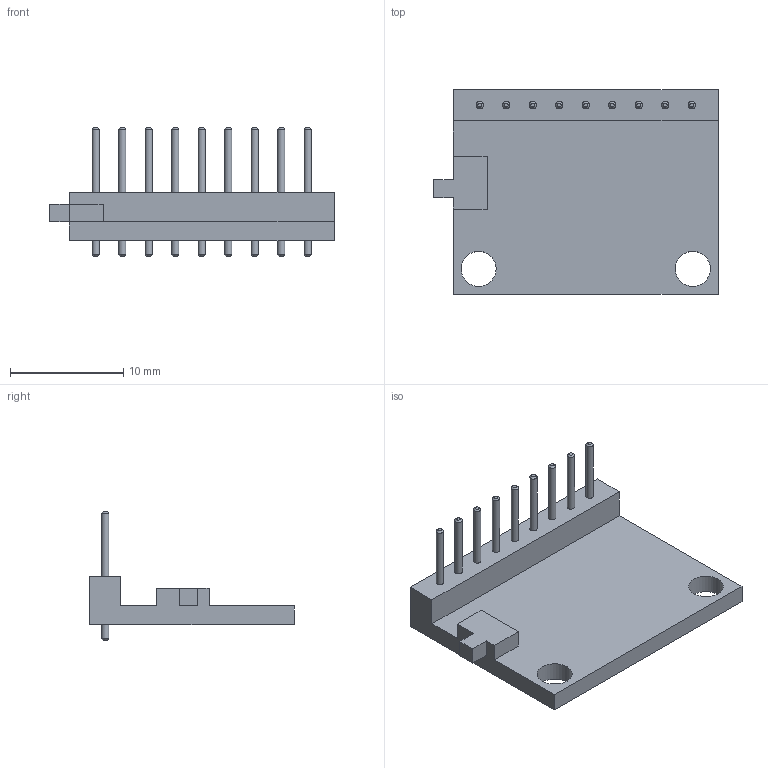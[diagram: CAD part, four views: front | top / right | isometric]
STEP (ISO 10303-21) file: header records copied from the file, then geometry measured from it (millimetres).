
FILE_DESCRIPTION(('FreeCAD Model'),'2;1');
FILE_NAME('Open CASCADE Shape Model','2025-08-04T12:42:53',('Author'),( ''),'Open CASCADE STEP processor 7.6','FreeCAD','Unknown');
FILE_SCHEMA(('AUTOMOTIVE_DESIGN { 1 0 10303 214 1 1 1 1 }'));
Length unit declared in the file: millimetre
Products named in the file (1): BMI088_IMU
Bounding box: 25.17 x 18.1 x 11.4 mm (x, y, z)
Volume: 894.1 mm3; surface area: 1287.3 mm2
Topology: 1 solids, 1 shells, 72 faces, 138 edges, 86 vertices
Faces by surface type: plane 34, cylinder 20, cone 18
Full cylindrical faces by diameter (mm): 0.65 x18, 3.1 x2
Entity records: 3694 total; most frequent: CARTESIAN_POINT 681, DIRECTION 600, LINE 316, VECTOR 316, ORIENTED_EDGE 276, PCURVE 276, DEFINITIONAL_REPRESENTATION 276, EDGE_CURVE 138
